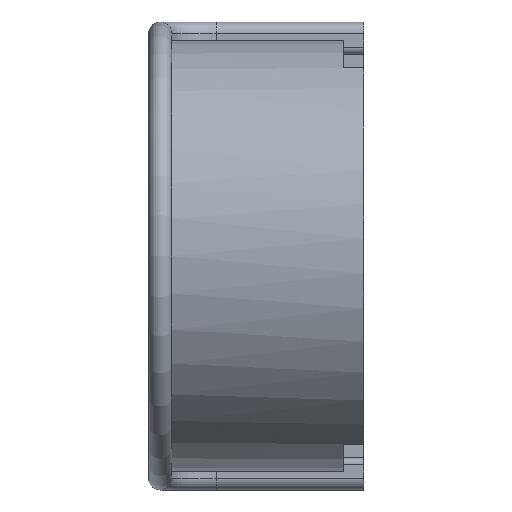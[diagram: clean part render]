
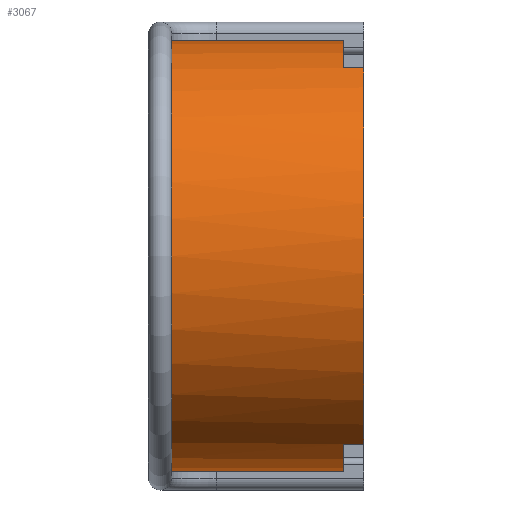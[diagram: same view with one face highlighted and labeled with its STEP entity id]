
A CAD part, left-side view. The second image highlights one B-rep face of the part: STEP entity #3067.
In plain terms, the highlighted cylindrical face has radius 31.75 mm (diameter 63.5 mm), a partial arc.
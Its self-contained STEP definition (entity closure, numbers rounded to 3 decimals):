
#358=CARTESIAN_POINT('',(0.,0.,0.));
#359=DIRECTION('',(0.,-1.,0.));
#360=DIRECTION('',(-0.486,0.,0.874));
#361=AXIS2_PLACEMENT_3D('',#358,#359,#360);
#550=CARTESIAN_POINT('',(0.,3.,0.));
#551=DIRECTION('',(0.,1.,0.));
#552=DIRECTION('',(-0.486,0.,0.874));
#553=AXIS2_PLACEMENT_3D('',#550,#551,#552);
#637=CARTESIAN_POINT('',(0.,3.,0.));
#638=DIRECTION('',(0.,1.,0.));
#639=DIRECTION('',(0.,0.,-1.));
#640=AXIS2_PLACEMENT_3D('',#637,#638,#639);
#1108=CARTESIAN_POINT('',(0.,28.3,0.));
#1109=DIRECTION('',(0.,1.,0.));
#1110=DIRECTION('',(0.,0.,-1.));
#1111=AXIS2_PLACEMENT_3D('',#1108,#1109,#1110);
#1168=DIRECTION('',(0.,1.,0.));
#1169=VECTOR('',#1168,25.3);
#1170=CARTESIAN_POINT('',(0.,3.,31.75));
#1171=LINE('',#1170,#1169);
#1175=DIRECTION('',(0.,-1.,0.));
#1176=VECTOR('',#1175,3.);
#1177=CARTESIAN_POINT('',(-15.446,3.,-27.74));
#1178=LINE('',#1177,#1176);
#1182=DIRECTION('',(0.,1.,0.));
#1183=VECTOR('',#1182,25.3);
#1184=CARTESIAN_POINT('',(0.,3.,-31.75));
#1185=LINE('',#1184,#1183);
#1189=DIRECTION('',(0.,1.,0.));
#1190=VECTOR('',#1189,3.);
#1191=CARTESIAN_POINT('',(-15.446,0.,27.74));
#1192=LINE('',#1191,#1190);
#2007=CARTESIAN_POINT('',(0.,28.3,-31.75));
#2008=CARTESIAN_POINT('',(0.,28.3,31.75));
#2009=VERTEX_POINT('',#2007);
#2010=VERTEX_POINT('',#2008);
#2011=CARTESIAN_POINT('',(0.,3.,31.75));
#2013=VERTEX_POINT('',#2011);
#2016=CARTESIAN_POINT('',(0.,3.,-31.75));
#2018=VERTEX_POINT('',#2016);
#2075=CARTESIAN_POINT('',(-15.446,0.,-27.74));
#2077=VERTEX_POINT('',#2075);
#2081=CARTESIAN_POINT('',(-15.446,3.,-27.74));
#2082=VERTEX_POINT('',#2081);
#2087=CARTESIAN_POINT('',(-15.446,0.,27.74));
#2088=VERTEX_POINT('',#2087);
#2089=CARTESIAN_POINT('',(-15.446,3.,27.74));
#2090=VERTEX_POINT('',#2089);
#3049=CARTESIAN_POINT('',(0.,0.,0.));
#3050=DIRECTION('',(0.,-1.,0.));
#3051=DIRECTION('',(1.,0.,0.));
#3052=AXIS2_PLACEMENT_3D('',#3049,#3050,#3051);
#3053=CYLINDRICAL_SURFACE('',#3052,31.75);
#3055=ORIENTED_EDGE('',*,*,#3054,.F.);
#3056=ORIENTED_EDGE('',*,*,#2581,.F.);
#3058=ORIENTED_EDGE('',*,*,#3057,.T.);
#3059=ORIENTED_EDGE('',*,*,#3009,.T.);
#3060=ORIENTED_EDGE('',*,*,#3043,.F.);
#3061=ORIENTED_EDGE('',*,*,#2539,.F.);
#3063=ORIENTED_EDGE('',*,*,#3062,.F.);
#3064=ORIENTED_EDGE('',*,*,#2366,.T.);
#3065=EDGE_LOOP('',(#3055,#3056,#3058,#3059,#3060,#3061,#3063,#3064));
#3066=FACE_OUTER_BOUND('',#3065,.F.);
#362=CIRCLE('',#361,31.75);
#554=CIRCLE('',#553,31.75);
#641=CIRCLE('',#640,31.75);
#1112=CIRCLE('',#1111,31.75);
#2366=EDGE_CURVE('',#2088,#2077,#362,.T.);
#2539=EDGE_CURVE('',#2090,#2013,#554,.T.);
#2581=EDGE_CURVE('',#2018,#2082,#641,.T.);
#3009=EDGE_CURVE('',#2009,#2010,#1112,.T.);
#3043=EDGE_CURVE('',#2013,#2010,#1171,.T.);
#3054=EDGE_CURVE('',#2082,#2077,#1178,.T.);
#3057=EDGE_CURVE('',#2018,#2009,#1185,.T.);
#3062=EDGE_CURVE('',#2088,#2090,#1192,.T.);
#3067=ADVANCED_FACE('',(#3066),#3053,.T.);
